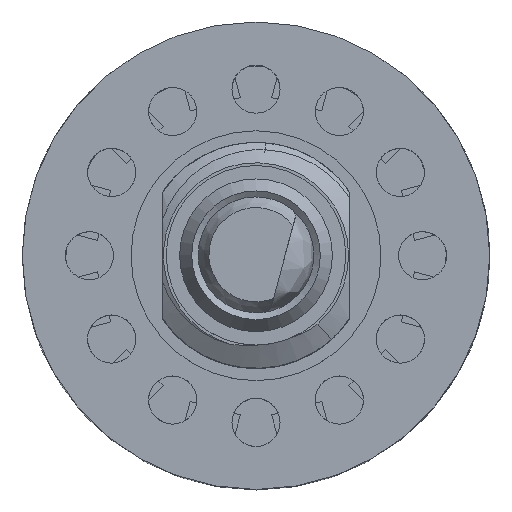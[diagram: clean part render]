
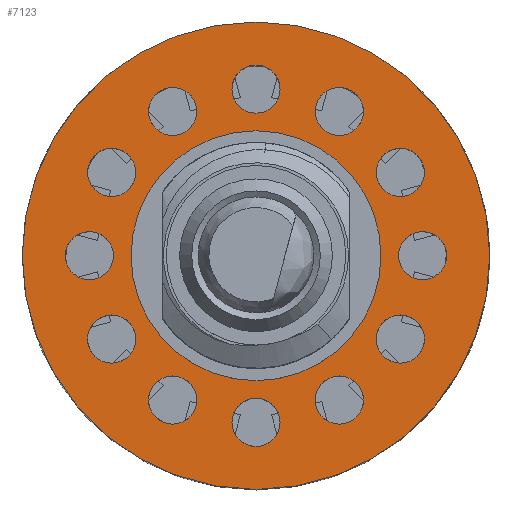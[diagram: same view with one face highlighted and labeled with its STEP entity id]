
A CAD part, top view. The second image highlights one B-rep face of the part: STEP entity #7123.
In plain terms, the highlighted planar face has unit normal (0, 0, 1).
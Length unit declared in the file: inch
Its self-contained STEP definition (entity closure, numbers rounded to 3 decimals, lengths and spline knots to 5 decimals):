
#30=FACE_BOUND('',#1027,.T.);
#31=FACE_BOUND('',#1028,.T.);
#32=FACE_BOUND('',#1029,.T.);
#33=FACE_BOUND('',#1030,.T.);
#34=FACE_BOUND('',#1031,.T.);
#35=FACE_BOUND('',#1032,.T.);
#36=FACE_BOUND('',#1033,.T.);
#37=FACE_BOUND('',#1034,.T.);
#38=FACE_BOUND('',#1035,.T.);
#39=FACE_BOUND('',#1036,.T.);
#40=FACE_BOUND('',#1037,.T.);
#41=FACE_BOUND('',#1038,.T.);
#42=FACE_BOUND('',#1039,.T.);
#686=FACE_OUTER_BOUND('',#1026,.T.);
#1026=EDGE_LOOP('',(#5179));
#1027=EDGE_LOOP('',(#5180));
#1028=EDGE_LOOP('',(#5181));
#1029=EDGE_LOOP('',(#5182));
#1030=EDGE_LOOP('',(#5183));
#1031=EDGE_LOOP('',(#5184));
#1032=EDGE_LOOP('',(#5185));
#1033=EDGE_LOOP('',(#5186));
#1034=EDGE_LOOP('',(#5187));
#1035=EDGE_LOOP('',(#5188));
#1036=EDGE_LOOP('',(#5189));
#1037=EDGE_LOOP('',(#5190));
#1038=EDGE_LOOP('',(#5191));
#1039=EDGE_LOOP('',(#5192));
#2720=CIRCLE('',#7482,0.135);
#2721=CIRCLE('',#7484,0.2525);
#2722=CIRCLE('',#7485,0.026);
#2723=CIRCLE('',#7486,0.026);
#2724=CIRCLE('',#7487,0.026);
#2725=CIRCLE('',#7488,0.026);
#2726=CIRCLE('',#7489,0.026);
#2727=CIRCLE('',#7490,0.026);
#2728=CIRCLE('',#7491,0.026);
#2729=CIRCLE('',#7492,0.026);
#2730=CIRCLE('',#7493,0.026);
#2731=CIRCLE('',#7494,0.026);
#2732=CIRCLE('',#7495,0.026);
#2733=CIRCLE('',#7496,0.026);
#3096=VERTEX_POINT('',#12967);
#3097=VERTEX_POINT('',#12971);
#3098=VERTEX_POINT('',#12973);
#3099=VERTEX_POINT('',#12975);
#3100=VERTEX_POINT('',#12977);
#3101=VERTEX_POINT('',#12979);
#3102=VERTEX_POINT('',#12981);
#3103=VERTEX_POINT('',#12983);
#3104=VERTEX_POINT('',#12985);
#3105=VERTEX_POINT('',#12987);
#3106=VERTEX_POINT('',#12989);
#3107=VERTEX_POINT('',#12991);
#3108=VERTEX_POINT('',#12993);
#3109=VERTEX_POINT('',#12995);
#3945=EDGE_CURVE('',#3096,#3096,#2720,.T.);
#3947=EDGE_CURVE('',#3097,#3097,#2721,.T.);
#3948=EDGE_CURVE('',#3098,#3098,#2722,.T.);
#3949=EDGE_CURVE('',#3099,#3099,#2723,.T.);
#3950=EDGE_CURVE('',#3100,#3100,#2724,.T.);
#3951=EDGE_CURVE('',#3101,#3101,#2725,.T.);
#3952=EDGE_CURVE('',#3102,#3102,#2726,.T.);
#3953=EDGE_CURVE('',#3103,#3103,#2727,.T.);
#3954=EDGE_CURVE('',#3104,#3104,#2728,.T.);
#3955=EDGE_CURVE('',#3105,#3105,#2729,.T.);
#3956=EDGE_CURVE('',#3106,#3106,#2730,.T.);
#3957=EDGE_CURVE('',#3107,#3107,#2731,.T.);
#3958=EDGE_CURVE('',#3108,#3108,#2732,.T.);
#3959=EDGE_CURVE('',#3109,#3109,#2733,.T.);
#5179=ORIENTED_EDGE('',*,*,#3947,.T.);
#5180=ORIENTED_EDGE('',*,*,#3945,.F.);
#5181=ORIENTED_EDGE('',*,*,#3948,.F.);
#5182=ORIENTED_EDGE('',*,*,#3949,.F.);
#5183=ORIENTED_EDGE('',*,*,#3950,.F.);
#5184=ORIENTED_EDGE('',*,*,#3951,.F.);
#5185=ORIENTED_EDGE('',*,*,#3952,.F.);
#5186=ORIENTED_EDGE('',*,*,#3953,.F.);
#5187=ORIENTED_EDGE('',*,*,#3954,.F.);
#5188=ORIENTED_EDGE('',*,*,#3955,.F.);
#5189=ORIENTED_EDGE('',*,*,#3956,.F.);
#5190=ORIENTED_EDGE('',*,*,#3957,.F.);
#5191=ORIENTED_EDGE('',*,*,#3958,.F.);
#5192=ORIENTED_EDGE('',*,*,#3959,.F.);
#6921=PLANE('',#7483);
#7123=ADVANCED_FACE('',(#686,#30,#31,#32,#33,#34,#35,#36,#37,#38,#39,#40,
#41,#42),#6921,.F.);
#7482=AXIS2_PLACEMENT_3D('',#12968,#8223,#8224);
#7483=AXIS2_PLACEMENT_3D('',#12970,#8226,#8227);
#7484=AXIS2_PLACEMENT_3D('',#12972,#8228,#8229);
#7485=AXIS2_PLACEMENT_3D('',#12974,#8230,#8231);
#7486=AXIS2_PLACEMENT_3D('',#12976,#8232,#8233);
#7487=AXIS2_PLACEMENT_3D('',#12978,#8234,#8235);
#7488=AXIS2_PLACEMENT_3D('',#12980,#8236,#8237);
#7489=AXIS2_PLACEMENT_3D('',#12982,#8238,#8239);
#7490=AXIS2_PLACEMENT_3D('',#12984,#8240,#8241);
#7491=AXIS2_PLACEMENT_3D('',#12986,#8242,#8243);
#7492=AXIS2_PLACEMENT_3D('',#12988,#8244,#8245);
#7493=AXIS2_PLACEMENT_3D('',#12990,#8246,#8247);
#7494=AXIS2_PLACEMENT_3D('',#12992,#8248,#8249);
#7495=AXIS2_PLACEMENT_3D('',#12994,#8250,#8251);
#7496=AXIS2_PLACEMENT_3D('',#12996,#8252,#8253);
#8223=DIRECTION('center_axis',(0.,0.,1.));
#8224=DIRECTION('ref_axis',(1.,0.,0.));
#8226=DIRECTION('center_axis',(0.,0.,-1.));
#8227=DIRECTION('ref_axis',(-1.,0.,0.));
#8228=DIRECTION('center_axis',(0.,0.,1.));
#8229=DIRECTION('ref_axis',(1.,0.,0.));
#8230=DIRECTION('center_axis',(0.,0.,1.));
#8231=DIRECTION('ref_axis',(0.,1.,0.));
#8232=DIRECTION('center_axis',(0.,0.,1.));
#8233=DIRECTION('ref_axis',(-0.5,0.866,0.));
#8234=DIRECTION('center_axis',(0.,0.,1.));
#8235=DIRECTION('ref_axis',(-0.866,0.5,0.));
#8236=DIRECTION('center_axis',(0.,0.,1.));
#8237=DIRECTION('ref_axis',(-1.,0.,0.));
#8238=DIRECTION('center_axis',(0.,0.,1.));
#8239=DIRECTION('ref_axis',(-0.866,-0.5,0.));
#8240=DIRECTION('center_axis',(0.,0.,1.));
#8241=DIRECTION('ref_axis',(-0.5,-0.866,0.));
#8242=DIRECTION('center_axis',(0.,0.,1.));
#8243=DIRECTION('ref_axis',(0.,-1.,0.));
#8244=DIRECTION('center_axis',(0.,0.,1.));
#8245=DIRECTION('ref_axis',(0.5,-0.866,0.));
#8246=DIRECTION('center_axis',(0.,0.,1.));
#8247=DIRECTION('ref_axis',(0.866,-0.5,0.));
#8248=DIRECTION('center_axis',(0.,0.,1.));
#8249=DIRECTION('ref_axis',(1.,0.,0.));
#8250=DIRECTION('center_axis',(0.,0.,1.));
#8251=DIRECTION('ref_axis',(0.866,0.5,0.));
#8252=DIRECTION('center_axis',(0.,0.,1.));
#8253=DIRECTION('ref_axis',(0.5,0.866,0.));
#12967=CARTESIAN_POINT('',(0.135,0.,0.362));
#12968=CARTESIAN_POINT('Origin',(0.,0.,0.362));
#12970=CARTESIAN_POINT('Origin',(0.,0.,0.362));
#12971=CARTESIAN_POINT('',(0.2525,0.,0.362));
#12972=CARTESIAN_POINT('Origin',(0.,0.,0.362));
#12973=CARTESIAN_POINT('',(0.,-0.206,0.362));
#12974=CARTESIAN_POINT('Origin',(0.,-0.18,0.362));
#12975=CARTESIAN_POINT('',(0.103,-0.1784,0.362));
#12976=CARTESIAN_POINT('Origin',(0.09,-0.15588,0.362));
#12977=CARTESIAN_POINT('',(0.1784,-0.103,0.362));
#12978=CARTESIAN_POINT('Origin',(0.15588,-0.09,0.362));
#12979=CARTESIAN_POINT('',(0.206,0.,0.362));
#12980=CARTESIAN_POINT('Origin',(0.18,0.,0.362));
#12981=CARTESIAN_POINT('',(0.1784,0.103,0.362));
#12982=CARTESIAN_POINT('Origin',(0.15588,0.09,0.362));
#12983=CARTESIAN_POINT('',(0.103,0.1784,0.362));
#12984=CARTESIAN_POINT('Origin',(0.09,0.15588,0.362));
#12985=CARTESIAN_POINT('',(0.,0.206,0.362));
#12986=CARTESIAN_POINT('Origin',(0.,0.18,0.362));
#12987=CARTESIAN_POINT('',(-0.103,0.1784,0.362));
#12988=CARTESIAN_POINT('Origin',(-0.09,0.15588,0.362));
#12989=CARTESIAN_POINT('',(-0.1784,0.103,0.362));
#12990=CARTESIAN_POINT('Origin',(-0.15588,0.09,0.362));
#12991=CARTESIAN_POINT('',(-0.206,0.,0.362));
#12992=CARTESIAN_POINT('Origin',(-0.18,0.,0.362));
#12993=CARTESIAN_POINT('',(-0.1784,-0.103,0.362));
#12994=CARTESIAN_POINT('Origin',(-0.15588,-0.09,0.362));
#12995=CARTESIAN_POINT('',(-0.103,-0.1784,0.362));
#12996=CARTESIAN_POINT('Origin',(-0.09,-0.15588,0.362));
